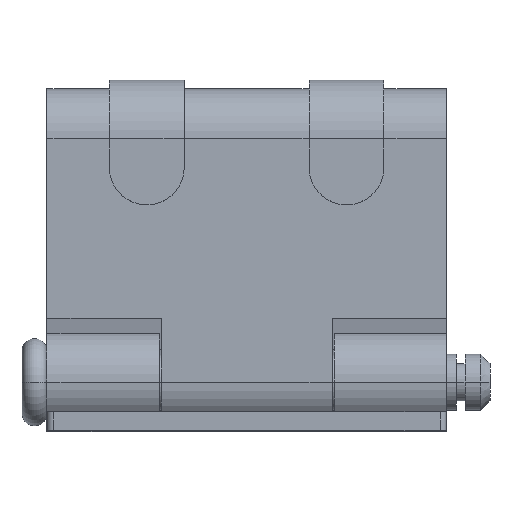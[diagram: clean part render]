
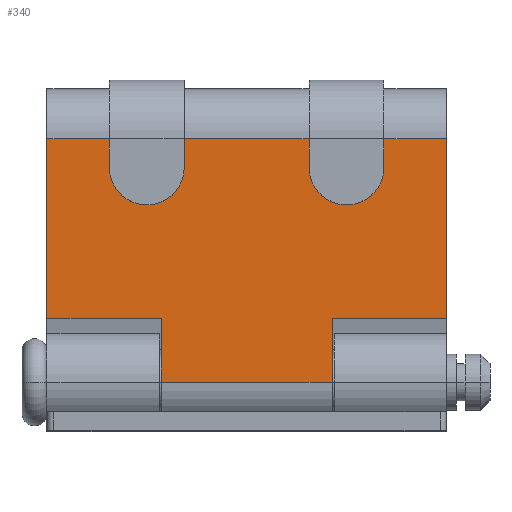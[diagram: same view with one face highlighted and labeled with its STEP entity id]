
A CAD part, top view. The second image highlights one B-rep face of the part: STEP entity #340.
In plain terms, the highlighted planar face has unit normal (0, 0, 1).
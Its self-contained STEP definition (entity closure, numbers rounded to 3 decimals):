
#287 = EDGE_CURVE ( 'NONE', #292, #289, #1477, .T. ) ;
#289 = VERTEX_POINT ( 'NONE', #1535 ) ;
#292 = VERTEX_POINT ( 'NONE', #1534 ) ;
#301 = VERTEX_POINT ( 'NONE', #1515 ) ;
#302 = ORIENTED_EDGE ( 'NONE', *, *, #366, .F. ) ;
#303 = EDGE_CURVE ( 'NONE', #330, #304, #1514, .T. ) ;
#304 = VERTEX_POINT ( 'NONE', #1573 ) ;
#305 = ORIENTED_EDGE ( 'NONE', *, *, #306, .T. ) ;
#306 = EDGE_CURVE ( 'NONE', #304, #307, #1572, .T. ) ;
#307 = VERTEX_POINT ( 'NONE', #1567 ) ;
#308 = ORIENTED_EDGE ( 'NONE', *, *, #309, .F. ) ;
#309 = EDGE_CURVE ( 'NONE', #336, #307, #1566, .T. ) ;
#310 = ORIENTED_EDGE ( 'NONE', *, *, #335, .T. ) ;
#311 = ORIENTED_EDGE ( 'NONE', *, *, #312, .T. ) ;
#312 = EDGE_CURVE ( 'NONE', #333, #313, #1562, .T. ) ;
#313 = VERTEX_POINT ( 'NONE', #1558 ) ;
#314 = ORIENTED_EDGE ( 'NONE', *, *, #315, .T. ) ;
#315 = EDGE_CURVE ( 'NONE', #313, #316, #1557, .T. ) ;
#316 = VERTEX_POINT ( 'NONE', #1552 ) ;
#317 = EDGE_CURVE ( 'NONE', #318, #344, #1551, .T. ) ;
#318 = VERTEX_POINT ( 'NONE', #1547 ) ;
#319 = ORIENTED_EDGE ( 'NONE', *, *, #320, .F. ) ;
#320 = EDGE_CURVE ( 'NONE', #321, #318, #1546, .T. ) ;
#321 = VERTEX_POINT ( 'NONE', #1603 ) ;
#322 = ORIENTED_EDGE ( 'NONE', *, *, #323, .F. ) ;
#323 = EDGE_CURVE ( 'NONE', #324, #321, #1602, .T. ) ;
#324 = VERTEX_POINT ( 'NONE', #1598 ) ;
#325 = ORIENTED_EDGE ( 'NONE', *, *, #326, .T. ) ;
#326 = EDGE_CURVE ( 'NONE', #324, #327, #1597, .T. ) ;
#327 = VERTEX_POINT ( 'NONE', #1593 ) ;
#328 = ORIENTED_EDGE ( 'NONE', *, *, #329, .T. ) ;
#329 = EDGE_CURVE ( 'NONE', #327, #330, #1592, .T. ) ;
#330 = VERTEX_POINT ( 'NONE', #1588 ) ;
#331 = ORIENTED_EDGE ( 'NONE', *, *, #303, .T. ) ;
#333 = VERTEX_POINT ( 'NONE', #1582 ) ;
#335 = EDGE_CURVE ( 'NONE', #336, #333, #1581, .T. ) ;
#336 = VERTEX_POINT ( 'NONE', #1577 ) ;
#340 = ADVANCED_FACE ( 'NONE', ( #1633 ), #1632, .F. ) ;
#341 = EDGE_LOOP ( 'NONE', ( #342, #346, #319, #322, #325, #328, #331, #305, #308, #310, #311, #314, #381, #384, #386, #387, #390, #302 ) ) ;
#342 = ORIENTED_EDGE ( 'NONE', *, *, #343, .F. ) ;
#343 = EDGE_CURVE ( 'NONE', #344, #345, #1627, .T. ) ;
#344 = VERTEX_POINT ( 'NONE', #1623 ) ;
#345 = VERTEX_POINT ( 'NONE', #1622 ) ;
#346 = ORIENTED_EDGE ( 'NONE', *, *, #317, .F. ) ;
#366 = EDGE_CURVE ( 'NONE', #345, #301, #1654, .T. ) ;
#381 = ORIENTED_EDGE ( 'NONE', *, *, #382, .T. ) ;
#382 = EDGE_CURVE ( 'NONE', #316, #383, #1686, .T. ) ;
#383 = VERTEX_POINT ( 'NONE', #1681 ) ;
#384 = ORIENTED_EDGE ( 'NONE', *, *, #385, .F. ) ;
#385 = EDGE_CURVE ( 'NONE', #292, #383, #1680, .T. ) ;
#386 = ORIENTED_EDGE ( 'NONE', *, *, #287, .T. ) ;
#387 = ORIENTED_EDGE ( 'NONE', *, *, #388, .T. ) ;
#388 = EDGE_CURVE ( 'NONE', #289, #389, #1676, .T. ) ;
#389 = VERTEX_POINT ( 'NONE', #1672 ) ;
#390 = ORIENTED_EDGE ( 'NONE', *, *, #391, .F. ) ;
#391 = EDGE_CURVE ( 'NONE', #301, #389, #1671, .T. ) ;
#1476 = CARTESIAN_POINT ( 'NONE',  ( 16., 19.5, 3.9 ) ) ;
#1477 = LINE ( 'NONE', #1476, #1542 ) ;
#1510 = DIRECTION ( 'NONE',  ( 0., 1., 0. ) ) ;
#1511 = DIRECTION ( 'NONE',  ( 0., 0., -1. ) ) ;
#1512 = CARTESIAN_POINT ( 'NONE',  ( 8., 17.2, 3.9 ) ) ;
#1513 = AXIS2_PLACEMENT_3D ( 'NONE', #1512, #1511, #1510 ) ;
#1514 = CIRCLE ( 'NONE', #1513, 3. ) ;
#1515 = CARTESIAN_POINT ( 'NONE',  ( -6.85, 5.1, 3.9 ) ) ;
#1534 = CARTESIAN_POINT ( 'NONE',  ( -11., 19.5, 3.9 ) ) ;
#1535 = CARTESIAN_POINT ( 'NONE',  ( -16., 19.5, 3.9 ) ) ;
#1541 = DIRECTION ( 'NONE',  ( -1., 0., 0. ) ) ;
#1542 = VECTOR ( 'NONE', #1541, 1000. ) ;
#1543 = DIRECTION ( 'NONE',  ( -1., 0., 0. ) ) ;
#1544 = VECTOR ( 'NONE', #1543, 1000. ) ;
#1545 = CARTESIAN_POINT ( 'NONE',  ( 6.85, 5.1, 3.9 ) ) ;
#1546 = LINE ( 'NONE', #1545, #1544 ) ;
#1547 = CARTESIAN_POINT ( 'NONE',  ( 6.85, 5.1, 3.9 ) ) ;
#1548 = DIRECTION ( 'NONE',  ( 0., -1., 0. ) ) ;
#1549 = VECTOR ( 'NONE', #1548, 1000. ) ;
#1550 = CARTESIAN_POINT ( 'NONE',  ( 6.85, -3.9, 3.9 ) ) ;
#1551 = LINE ( 'NONE', #1550, #1549 ) ;
#1552 = CARTESIAN_POINT ( 'NONE',  ( -8., 14.2, 3.9 ) ) ;
#1553 = DIRECTION ( 'NONE',  ( 0., 1., 0. ) ) ;
#1554 = DIRECTION ( 'NONE',  ( 0., 0., -1. ) ) ;
#1555 = CARTESIAN_POINT ( 'NONE',  ( -8., 17.2, 3.9 ) ) ;
#1556 = AXIS2_PLACEMENT_3D ( 'NONE', #1555, #1554, #1553 ) ;
#1557 = CIRCLE ( 'NONE', #1556, 3. ) ;
#1558 = CARTESIAN_POINT ( 'NONE',  ( -5., 17.2, 3.9 ) ) ;
#1559 = DIRECTION ( 'NONE',  ( 0., -1., 0. ) ) ;
#1560 = VECTOR ( 'NONE', #1559, 1000. ) ;
#1561 = CARTESIAN_POINT ( 'NONE',  ( -5., 19.5, 3.9 ) ) ;
#1562 = LINE ( 'NONE', #1561, #1560 ) ;
#1563 = DIRECTION ( 'NONE',  ( 0., -1., 0. ) ) ;
#1564 = VECTOR ( 'NONE', #1563, 1000. ) ;
#1565 = CARTESIAN_POINT ( 'NONE',  ( 5., 19.5, 3.9 ) ) ;
#1566 = LINE ( 'NONE', #1565, #1564 ) ;
#1567 = CARTESIAN_POINT ( 'NONE',  ( 5., 17.2, 3.9 ) ) ;
#1568 = DIRECTION ( 'NONE',  ( 0., 1., 0. ) ) ;
#1569 = DIRECTION ( 'NONE',  ( 0., 0., -1. ) ) ;
#1570 = CARTESIAN_POINT ( 'NONE',  ( 8., 17.2, 3.9 ) ) ;
#1571 = AXIS2_PLACEMENT_3D ( 'NONE', #1570, #1569, #1568 ) ;
#1572 = CIRCLE ( 'NONE', #1571, 3. ) ;
#1573 = CARTESIAN_POINT ( 'NONE',  ( 8., 14.2, 3.9 ) ) ;
#1577 = CARTESIAN_POINT ( 'NONE',  ( 5., 19.5, 3.9 ) ) ;
#1578 = DIRECTION ( 'NONE',  ( -1., 0., 0. ) ) ;
#1579 = VECTOR ( 'NONE', #1578, 1000. ) ;
#1580 = CARTESIAN_POINT ( 'NONE',  ( 16., 19.5, 3.9 ) ) ;
#1581 = LINE ( 'NONE', #1580, #1579 ) ;
#1582 = CARTESIAN_POINT ( 'NONE',  ( -5., 19.5, 3.9 ) ) ;
#1588 = CARTESIAN_POINT ( 'NONE',  ( 11., 17.2, 3.9 ) ) ;
#1589 = DIRECTION ( 'NONE',  ( 0., -1., 0. ) ) ;
#1590 = VECTOR ( 'NONE', #1589, 1000. ) ;
#1591 = CARTESIAN_POINT ( 'NONE',  ( 11., 19.5, 3.9 ) ) ;
#1592 = LINE ( 'NONE', #1591, #1590 ) ;
#1593 = CARTESIAN_POINT ( 'NONE',  ( 11., 19.5, 3.9 ) ) ;
#1594 = DIRECTION ( 'NONE',  ( -1., 0., 0. ) ) ;
#1595 = VECTOR ( 'NONE', #1594, 1000. ) ;
#1596 = CARTESIAN_POINT ( 'NONE',  ( 16., 19.5, 3.9 ) ) ;
#1597 = LINE ( 'NONE', #1596, #1595 ) ;
#1598 = CARTESIAN_POINT ( 'NONE',  ( 16., 19.5, 3.9 ) ) ;
#1599 = DIRECTION ( 'NONE',  ( 0., -1., 0. ) ) ;
#1600 = VECTOR ( 'NONE', #1599, 1000. ) ;
#1601 = CARTESIAN_POINT ( 'NONE',  ( 16., 19.5, 3.9 ) ) ;
#1602 = LINE ( 'NONE', #1601, #1600 ) ;
#1603 = CARTESIAN_POINT ( 'NONE',  ( 16., 5.1, 3.9 ) ) ;
#1622 = CARTESIAN_POINT ( 'NONE',  ( -6.85, 0., 3.9 ) ) ;
#1623 = CARTESIAN_POINT ( 'NONE',  ( 6.85, 0., 3.9 ) ) ;
#1624 = DIRECTION ( 'NONE',  ( -1., 0., 0. ) ) ;
#1625 = VECTOR ( 'NONE', #1624, 1000. ) ;
#1626 = CARTESIAN_POINT ( 'NONE',  ( 16., 0., 3.9 ) ) ;
#1627 = LINE ( 'NONE', #1626, #1625 ) ;
#1628 = DIRECTION ( 'NONE',  ( 0., 1., 0. ) ) ;
#1629 = DIRECTION ( 'NONE',  ( 0., 0., -1. ) ) ;
#1630 = CARTESIAN_POINT ( 'NONE',  ( 16., 19.5, 3.9 ) ) ;
#1631 = AXIS2_PLACEMENT_3D ( 'NONE', #1630, #1629, #1628 ) ;
#1632 = PLANE ( 'NONE',  #1631 ) ;
#1633 = FACE_OUTER_BOUND ( 'NONE', #341, .T. ) ;
#1651 = DIRECTION ( 'NONE',  ( 0., 1., 0. ) ) ;
#1652 = VECTOR ( 'NONE', #1651, 1000. ) ;
#1653 = CARTESIAN_POINT ( 'NONE',  ( -6.85, -3.9, 3.9 ) ) ;
#1654 = LINE ( 'NONE', #1653, #1652 ) ;
#1668 = DIRECTION ( 'NONE',  ( -1., 0., 0. ) ) ;
#1669 = VECTOR ( 'NONE', #1668, 1000. ) ;
#1670 = CARTESIAN_POINT ( 'NONE',  ( -16., 5.1, 3.9 ) ) ;
#1671 = LINE ( 'NONE', #1670, #1669 ) ;
#1672 = CARTESIAN_POINT ( 'NONE',  ( -16., 5.1, 3.9 ) ) ;
#1673 = DIRECTION ( 'NONE',  ( 0., -1., 0. ) ) ;
#1674 = VECTOR ( 'NONE', #1673, 1000. ) ;
#1675 = CARTESIAN_POINT ( 'NONE',  ( -16., 19.5, 3.9 ) ) ;
#1676 = LINE ( 'NONE', #1675, #1674 ) ;
#1677 = DIRECTION ( 'NONE',  ( 0., -1., 0. ) ) ;
#1678 = VECTOR ( 'NONE', #1677, 1000. ) ;
#1679 = CARTESIAN_POINT ( 'NONE',  ( -11., 19.5, 3.9 ) ) ;
#1680 = LINE ( 'NONE', #1679, #1678 ) ;
#1681 = CARTESIAN_POINT ( 'NONE',  ( -11., 17.2, 3.9 ) ) ;
#1682 = DIRECTION ( 'NONE',  ( 0., 1., 0. ) ) ;
#1683 = DIRECTION ( 'NONE',  ( 0., 0., -1. ) ) ;
#1684 = CARTESIAN_POINT ( 'NONE',  ( -8., 17.2, 3.9 ) ) ;
#1685 = AXIS2_PLACEMENT_3D ( 'NONE', #1684, #1683, #1682 ) ;
#1686 = CIRCLE ( 'NONE', #1685, 3. ) ;
